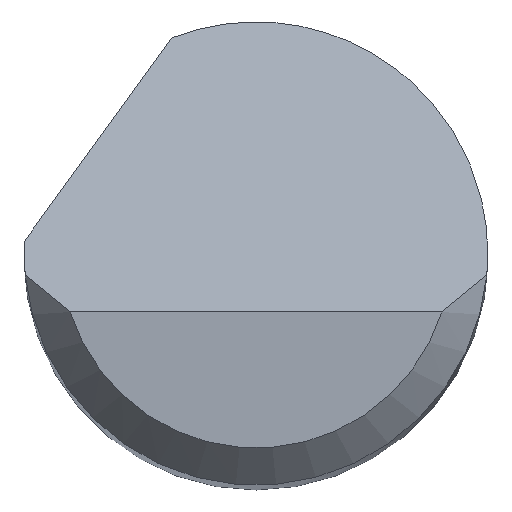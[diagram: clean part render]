
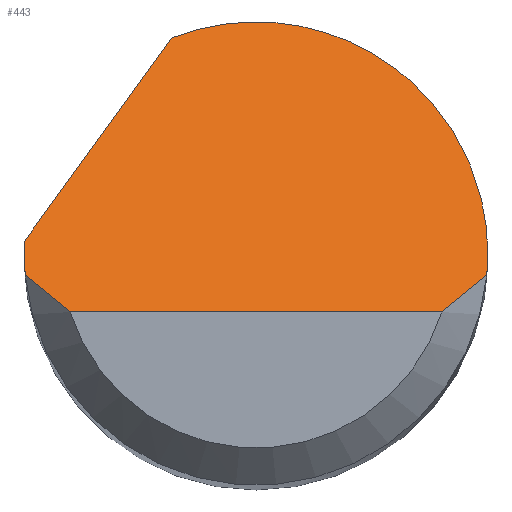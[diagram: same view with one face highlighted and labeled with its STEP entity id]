
A CAD part, top view. The second image highlights one B-rep face of the part: STEP entity #443.
In plain terms, the highlighted planar face has unit normal (0, 0.707, 0.707).
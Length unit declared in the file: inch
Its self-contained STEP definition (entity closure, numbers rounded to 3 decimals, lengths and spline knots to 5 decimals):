
#1 = CARTESIAN_POINT ( 'NONE',  ( -0.03394, 0.08739, 1.38886 ) ) ;
#8 = CARTESIAN_POINT ( 'NONE',  ( -0.09375, 0., 1.47625 ) ) ;
#13 = VERTEX_POINT ( 'NONE', #388 ) ;
#33 = CARTESIAN_POINT ( 'NONE',  ( -0.09375, 0., 1.47625 ) ) ;
#39 = CARTESIAN_POINT ( 'NONE',  ( 0.09334, -0.00875, 1.485 ) ) ;
#40 = VERTEX_POINT ( 'NONE', #664 ) ;
#49 = CARTESIAN_POINT ( 'NONE',  ( -0.09371, 0.00333, 1.47292 ) ) ;
#50 = CARTESIAN_POINT ( 'NONE',  ( 0.07508, -0.02375, 1.5 ) ) ;
#78 = CARTESIAN_POINT ( 'NONE',  ( 0.09361, -0.00584, 1.48209 ) ) ;
#80 = EDGE_CURVE ( 'NONE', #199, #213, #186, .T. ) ;
#95 = CARTESIAN_POINT ( 'NONE',  ( -0.09362, 0.005, 1.47125 ) ) ;
#106 = ORIENTED_EDGE ( 'NONE', *, *, #125, .F. ) ;
#114 = EDGE_CURVE ( 'NONE', #143, #199, #680, .T. ) ;
#121 = CARTESIAN_POINT ( 'NONE',  ( 0.09334, -0.00875, 1.485 ) ) ;
#125 = EDGE_CURVE ( 'NONE', #170, #489, #487, .T. ) ;
#127 = ORIENTED_EDGE ( 'NONE', *, *, #320, .F. ) ;
#133 = CARTESIAN_POINT ( 'NONE',  ( -0.09334, -0.00875, 1.485 ) ) ;
#140 = ORIENTED_EDGE ( 'NONE', *, *, #114, .T. ) ;
#143 = VERTEX_POINT ( 'NONE', #498 ) ;
#145 =( BOUNDED_CURVE ( )  B_SPLINE_CURVE ( 3, ( #33, #669, #49, #95 ),
 .UNSPECIFIED., .F., .F. ) 
 B_SPLINE_CURVE_WITH_KNOTS ( ( 4, 4 ),
 ( 4.71239, 4.76575 ),
 .UNSPECIFIED. ) 
 CURVE ( )  GEOMETRIC_REPRESENTATION_ITEM ( )  RATIONAL_B_SPLINE_CURVE ( ( 1., 1., 1., 1. ) ) 
 REPRESENTATION_ITEM ( '' )  );
#159 = EDGE_CURVE ( 'NONE', #213, #13, #290, .T. ) ;
#170 = VERTEX_POINT ( 'NONE', #1 ) ;
#177 = DIRECTION ( 'NONE',  ( 1., 0., 0. ) ) ;
#181 = PLANE ( 'NONE',  #527 ) ;
#182 = CARTESIAN_POINT ( 'NONE',  ( -0.03394, 0.08739, 1.38886 ) ) ;
#186 = LINE ( 'NONE', #493, #626 ) ;
#199 = VERTEX_POINT ( 'NONE', #667 ) ;
#212 = LINE ( 'NONE', #476, #571 ) ;
#213 = VERTEX_POINT ( 'NONE', #569 ) ;
#224 = CARTESIAN_POINT ( 'NONE',  ( -0.07508, -0.02375, 1.5 ) ) ;
#268 = EDGE_CURVE ( 'NONE', #143, #40, #408, .T. ) ;
#276 = ORIENTED_EDGE ( 'NONE', *, *, #268, .F. ) ;
#287 = CARTESIAN_POINT ( 'NONE',  ( -0.08761, -0.01397, 1.49022 ) ) ;
#288 = CARTESIAN_POINT ( 'NONE',  ( 0.09375, -0.00292, 1.47917 ) ) ;
#290 = B_SPLINE_CURVE_WITH_KNOTS ( 'NONE', 3,
 ( #50, #310, #612, #39 ),
 .UNSPECIFIED., .F., .F.,
 ( 4, 4 ),
 ( 0., 0.00071 ),
 .UNSPECIFIED. ) ;
#310 = CARTESIAN_POINT ( 'NONE',  ( 0.08157, -0.019, 1.49525 ) ) ;
#313 = ORIENTED_EDGE ( 'NONE', *, *, #566, .F. ) ;
#320 = EDGE_CURVE ( 'NONE', #414, #170, #212, .T. ) ;
#333 = CARTESIAN_POINT ( 'NONE',  ( -0.09362, 0.005, 1.47125 ) ) ;
#352 = ORIENTED_EDGE ( 'NONE', *, *, #413, .F. ) ;
#356 = EDGE_LOOP ( 'NONE', ( #638, #396, #352, #106, #127, #313, #276, #140 ) ) ;
#380 = CARTESIAN_POINT ( 'NONE',  ( 0.09375, 0., 1.47625 ) ) ;
#387 = DIRECTION ( 'NONE',  ( 0., 0.707, -0.707 ) ) ;
#388 = CARTESIAN_POINT ( 'NONE',  ( 0.09334, -0.00875, 1.485 ) ) ;
#390 = CARTESIAN_POINT ( 'NONE',  ( -0.08157, -0.019, 1.49525 ) ) ;
#396 = ORIENTED_EDGE ( 'NONE', *, *, #159, .T. ) ;
#408 =( BOUNDED_CURVE ( )  B_SPLINE_CURVE ( 3, ( #538, #427, #529, #8 ),
 .UNSPECIFIED., .F., .T. ) 
 B_SPLINE_CURVE_WITH_KNOTS ( ( 4, 4 ),
 ( 4.61892, 4.71239 ),
 .UNSPECIFIED. ) 
 CURVE ( )  GEOMETRIC_REPRESENTATION_ITEM ( )  RATIONAL_B_SPLINE_CURVE ( ( 1., 0.999, 0.999, 1. ) ) 
 REPRESENTATION_ITEM ( '' )  );
#413 = EDGE_CURVE ( 'NONE', #489, #13, #454, .T. ) ;
#414 = VERTEX_POINT ( 'NONE', #333 ) ;
#427 = CARTESIAN_POINT ( 'NONE',  ( -0.09361, -0.00584, 1.48209 ) ) ;
#443 = ADVANCED_FACE ( 'NONE', ( #492 ), #181, .F. ) ;
#445 = CARTESIAN_POINT ( 'NONE',  ( -0.09375, -0.02375, 1.5 ) ) ;
#448 = DIRECTION ( 'NONE',  ( 0., -0.707, -0.707 ) ) ;
#454 =( BOUNDED_CURVE ( )  B_SPLINE_CURVE ( 3, ( #606, #288, #78, #121 ),
 .UNSPECIFIED., .F., .F. ) 
 B_SPLINE_CURVE_WITH_KNOTS ( ( 4, 4 ),
 ( 1.5708, 1.66427 ),
 .UNSPECIFIED. ) 
 CURVE ( )  GEOMETRIC_REPRESENTATION_ITEM ( )  RATIONAL_B_SPLINE_CURVE ( ( 1., 0.999, 0.999, 1. ) ) 
 REPRESENTATION_ITEM ( '' )  );
#476 = CARTESIAN_POINT ( 'NONE',  ( -0.11014, -0.01781, 1.49406 ) ) ;
#487 =( BOUNDED_CURVE ( )  B_SPLINE_CURVE ( 3, ( #182, #553, #604, #650 ),
 .UNSPECIFIED., .F., .T. ) 
 B_SPLINE_CURVE_WITH_KNOTS ( ( 4, 4 ),
 ( 5.91277, 7.85398 ),
 .UNSPECIFIED. ) 
 CURVE ( )  GEOMETRIC_REPRESENTATION_ITEM ( )  RATIONAL_B_SPLINE_CURVE ( ( 1., 0.71, 0.71, 1. ) ) 
 REPRESENTATION_ITEM ( '' )  );
#489 = VERTEX_POINT ( 'NONE', #380 ) ;
#492 = FACE_OUTER_BOUND ( 'NONE', #356, .T. ) ;
#493 = CARTESIAN_POINT ( 'NONE',  ( 0., -0.02375, 1.5 ) ) ;
#498 = CARTESIAN_POINT ( 'NONE',  ( -0.09334, -0.00875, 1.485 ) ) ;
#527 = AXIS2_PLACEMENT_3D ( 'NONE', #445, #448, #387 ) ;
#529 = CARTESIAN_POINT ( 'NONE',  ( -0.09375, -0.00292, 1.47917 ) ) ;
#538 = CARTESIAN_POINT ( 'NONE',  ( -0.09334, -0.00875, 1.485 ) ) ;
#553 = CARTESIAN_POINT ( 'NONE',  ( 0.03379, 0.11369, 1.36256 ) ) ;
#566 = EDGE_CURVE ( 'NONE', #40, #414, #145, .T. ) ;
#569 = CARTESIAN_POINT ( 'NONE',  ( 0.07508, -0.02375, 1.5 ) ) ;
#571 = VECTOR ( 'NONE', #643, 39.37008 ) ;
#604 = CARTESIAN_POINT ( 'NONE',  ( 0.09375, 0.07266, 1.40359 ) ) ;
#606 = CARTESIAN_POINT ( 'NONE',  ( 0.09375, 0., 1.47625 ) ) ;
#612 = CARTESIAN_POINT ( 'NONE',  ( 0.08761, -0.01397, 1.49022 ) ) ;
#626 = VECTOR ( 'NONE', #177, 39.37008 ) ;
#638 = ORIENTED_EDGE ( 'NONE', *, *, #80, .T. ) ;
#643 = DIRECTION ( 'NONE',  ( 0.456, 0.629, -0.629 ) ) ;
#650 = CARTESIAN_POINT ( 'NONE',  ( 0.09375, 0., 1.47625 ) ) ;
#664 = CARTESIAN_POINT ( 'NONE',  ( -0.09375, 0., 1.47625 ) ) ;
#667 = CARTESIAN_POINT ( 'NONE',  ( -0.07508, -0.02375, 1.5 ) ) ;
#669 = CARTESIAN_POINT ( 'NONE',  ( -0.09375, 0.00167, 1.47458 ) ) ;
#680 = B_SPLINE_CURVE_WITH_KNOTS ( 'NONE', 3,
 ( #133, #287, #390, #224 ),
 .UNSPECIFIED., .F., .F.,
 ( 4, 4 ),
 ( 0., 0.00071 ),
 .UNSPECIFIED. ) ;
